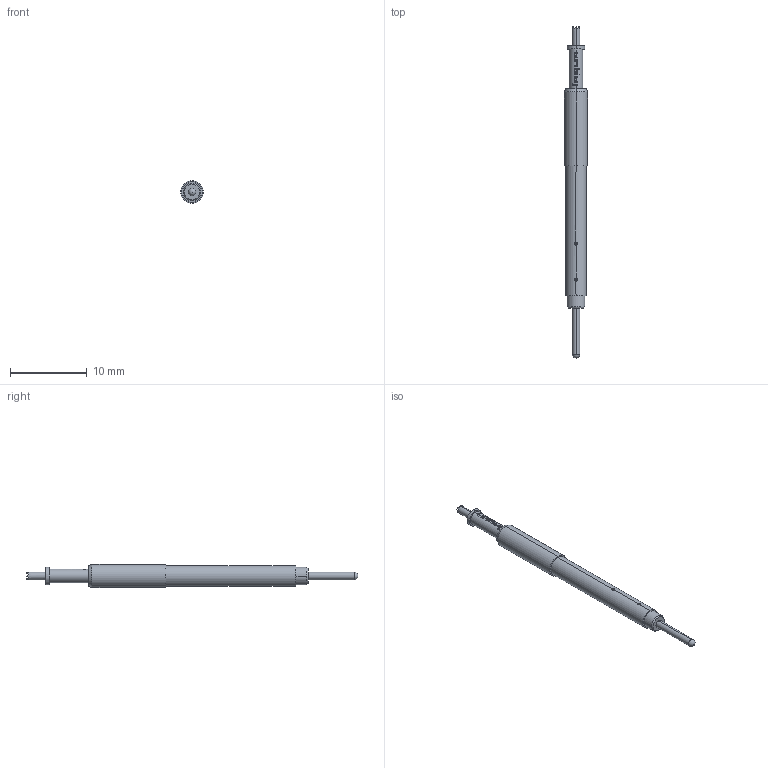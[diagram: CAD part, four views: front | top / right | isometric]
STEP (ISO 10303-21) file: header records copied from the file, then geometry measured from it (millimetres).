
FILE_DESCRIPTION (( 'STEP AP203' ), '1' );
FILE_NAME ('INGUN_SKS-415_306_100_A_xx10_E.STEP', '2022-02-17T14:17:16', ( 'ochi' ), ( '' ), 'SwSTEP 2.0', 'SolidWorks 2018', '' );
FILE_SCHEMA (( 'CONFIG_CONTROL_DESIGN' ));
Length unit declared in the file: millimetre
Products named in the file (1): INGUN_SKS-415_306_100_A_xx10_E
Bounding box: 3 x 43.3 x 3 mm (x, y, z)
Volume: 192.3 mm3; surface area: 323.1 mm2
Topology: 1 solids, 1 shells, 145 faces, 374 edges, 237 vertices
Faces by surface type: plane 78, bspline 38, cylinder 24, cone 4, sphere 1
Entity records: 5952 total; most frequent: CARTESIAN_POINT 2722, ORIENTED_EDGE 742, DIRECTION 535, EDGE_CURVE 371, VERTEX_POINT 235, AXIS2_PLACEMENT_3D 204, EDGE_LOOP 152, ADVANCED_FACE 145
